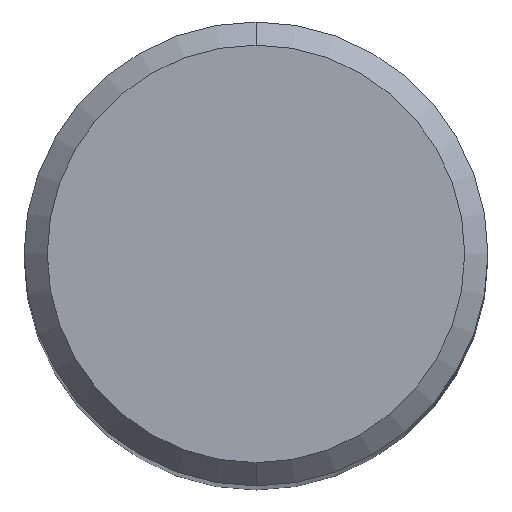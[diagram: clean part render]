
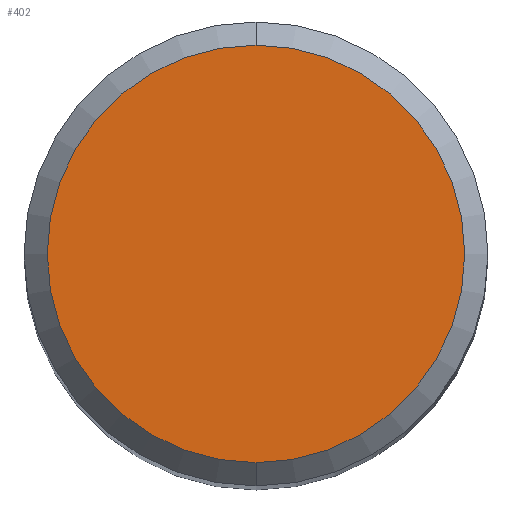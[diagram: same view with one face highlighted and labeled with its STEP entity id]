
A CAD part, top view. The second image highlights one B-rep face of the part: STEP entity #402.
In plain terms, the highlighted planar face has unit normal (0, 0, 1).
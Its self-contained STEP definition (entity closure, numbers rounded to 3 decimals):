
#184=EDGE_CURVE('',#232,#238,#488,.T.);
#232=VERTEX_POINT('',#542);
#238=VERTEX_POINT('',#548);
#382=EDGE_CURVE('',#238,#232,#708,.T.);
#402=ADVANCED_FACE('',(#729),#730,.T.);
#488=CIRCLE('',#813,4.5);
#542=CARTESIAN_POINT('',(0.0,4.5,0.0));
#548=CARTESIAN_POINT('',(0.,-4.5,0.0));
#708=CIRCLE('',#1203,4.5);
#729=FACE_OUTER_BOUND('',#1270,.T.);
#730=PLANE('',#1271);
#813=AXIS2_PLACEMENT_3D('',#1480,#1481,#1482);
#1203=AXIS2_PLACEMENT_3D('',#1745,#1746,#1747);
#1270=EDGE_LOOP('',(#1763,#1764));
#1271=AXIS2_PLACEMENT_3D('',#1765,#1766,#1767);
#1480=CARTESIAN_POINT('',(0.0,0.0,0.0));
#1481=DIRECTION('',(0.0,0.0,-1.0));
#1482=DIRECTION('',(0.0,1.0,0.0));
#1745=CARTESIAN_POINT('',(0.0,0.0,0.0));
#1746=DIRECTION('',(0.0,0.0,-1.0));
#1747=DIRECTION('',(0.0,1.0,0.0));
#1763=ORIENTED_EDGE('',*,*,#184,.F.);
#1764=ORIENTED_EDGE('',*,*,#382,.F.);
#1765=CARTESIAN_POINT('',(0.0,2.25,0.0));
#1766=DIRECTION('',(-0.0,0.0,1.0));
#1767=DIRECTION('',(0.0,-1.0,0.0));
